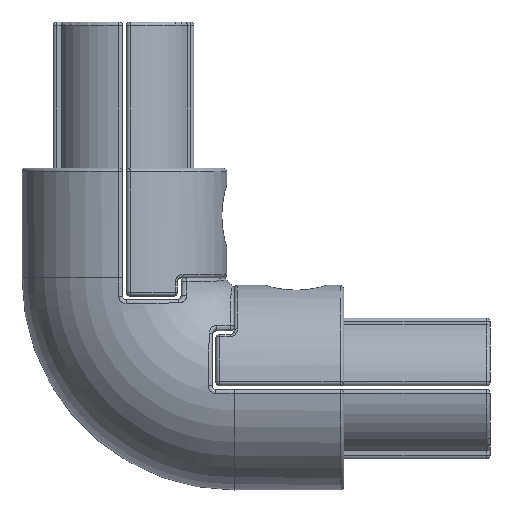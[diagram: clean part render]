
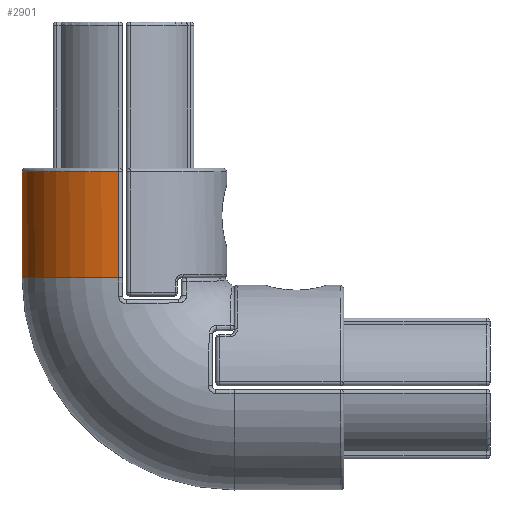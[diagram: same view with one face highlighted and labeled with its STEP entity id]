
A CAD part, left-side view. The second image highlights one B-rep face of the part: STEP entity #2901.
In plain terms, the highlighted cylindrical face has radius 14 mm (diameter 28 mm), a partial arc.
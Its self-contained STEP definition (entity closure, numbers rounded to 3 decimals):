
#1314 = EDGE_LOOP ( 'NONE', ( #3136, #3138, #3135, #3137, #3139 ) ) ;
#2085 = VERTEX_POINT ( 'NONE', #5341 ) ;
#2086 = VERTEX_POINT ( 'NONE', #5342 ) ;
#2087 = VERTEX_POINT ( 'NONE', #5343 ) ;
#2127 = VERTEX_POINT ( 'NONE', #5076 ) ;
#2128 = VERTEX_POINT ( 'NONE', #5077 ) ;
#2805 = EDGE_CURVE ( 'NONE', #2128, #2127, #7412, .T. ) ;
#2901 = ADVANCED_FACE ( 'NONE', ( #4064 ), #4071, .T. ) ;
#2957 = EDGE_CURVE ( 'NONE', #2085, #2086, #6979, .T. ) ;
#2958 = EDGE_CURVE ( 'NONE', #2085, #2128, #7436, .T. ) ;
#2960 = EDGE_CURVE ( 'NONE', #2127, #2087, #6988, .T. ) ;
#2963 = EDGE_CURVE ( 'NONE', #2087, #2086, #7438, .T. ) ;
#3135 = ORIENTED_EDGE ( 'NONE', *, *, #2960, .T. ) ;
#3136 = ORIENTED_EDGE ( 'NONE', *, *, #2958, .T. ) ;
#3137 = ORIENTED_EDGE ( 'NONE', *, *, #2963, .T. ) ;
#3138 = ORIENTED_EDGE ( 'NONE', *, *, #2805, .T. ) ;
#3139 = ORIENTED_EDGE ( 'NONE', *, *, #2957, .F. ) ;
#4064 = FACE_OUTER_BOUND ( 'NONE', #1314, .T. ) ;
#4070 = AXIS2_PLACEMENT_3D ( 'NONE', #7021, #7022, #7023 ) ;
#4071 = CYLINDRICAL_SURFACE ( 'NONE', #4070, 14. ) ;
#4169 = AXIS2_PLACEMENT_3D ( 'NONE', #6978, #6982, #6983 ) ;
#4170 = VECTOR ( 'NONE', #6981, 1000. ) ;
#4234 = AXIS2_PLACEMENT_3D ( 'NONE', #4999, #5000, #5001 ) ;
#4298 = VECTOR ( 'NONE', #6990, 1000. ) ;
#4299 = AXIS2_PLACEMENT_3D ( 'NONE', #6999, #7000, #7001 ) ;
#4999 = CARTESIAN_POINT ( 'NONE',  ( -8.859, 21.451, -3. ) ) ;
#5000 = DIRECTION ( 'NONE',  ( 0., 0., 1. ) ) ;
#5001 = DIRECTION ( 'NONE',  ( 1., 0., 0. ) ) ;
#5076 = CARTESIAN_POINT ( 'NONE',  ( -22.838, 22.228, -3. ) ) ;
#5077 = CARTESIAN_POINT ( 'NONE',  ( -8.859, 35.451, -3. ) ) ;
#5341 = CARTESIAN_POINT ( 'NONE',  ( 5.138, 21.701, -3. ) ) ;
#5342 = CARTESIAN_POINT ( 'NONE',  ( 5.138, 21.701, 11.5 ) ) ;
#5343 = CARTESIAN_POINT ( 'NONE',  ( -22.838, 22.228, 11.5 ) ) ;
#6978 = CARTESIAN_POINT ( 'NONE',  ( -8.859, 21.451, -3. ) ) ;
#6979 = LINE ( 'NONE', #6980, #4170 ) ;
#6980 = CARTESIAN_POINT ( 'NONE',  ( 5.138, 21.701, -3. ) ) ;
#6981 = DIRECTION ( 'NONE',  ( 0., 0., 1. ) ) ;
#6982 = DIRECTION ( 'NONE',  ( 0., 0., 1. ) ) ;
#6983 = DIRECTION ( 'NONE',  ( 1., 0., 0. ) ) ;
#6988 = LINE ( 'NONE', #6989, #4298 ) ;
#6989 = CARTESIAN_POINT ( 'NONE',  ( -22.838, 22.228, -3. ) ) ;
#6990 = DIRECTION ( 'NONE',  ( 0., 0., 1. ) ) ;
#6999 = CARTESIAN_POINT ( 'NONE',  ( -8.859, 21.451, 11.5 ) ) ;
#7000 = DIRECTION ( 'NONE',  ( 0., 0., -1. ) ) ;
#7001 = DIRECTION ( 'NONE',  ( 1., 0., 0. ) ) ;
#7021 = CARTESIAN_POINT ( 'NONE',  ( -8.859, 21.451, -3. ) ) ;
#7022 = DIRECTION ( 'NONE',  ( 0., 0., 1. ) ) ;
#7023 = DIRECTION ( 'NONE',  ( 1., 0., 0. ) ) ;
#7412 = CIRCLE ( 'NONE', #4234, 14. ) ;
#7436 = CIRCLE ( 'NONE', #4169, 14. ) ;
#7438 = CIRCLE ( 'NONE', #4299, 14. ) ;
